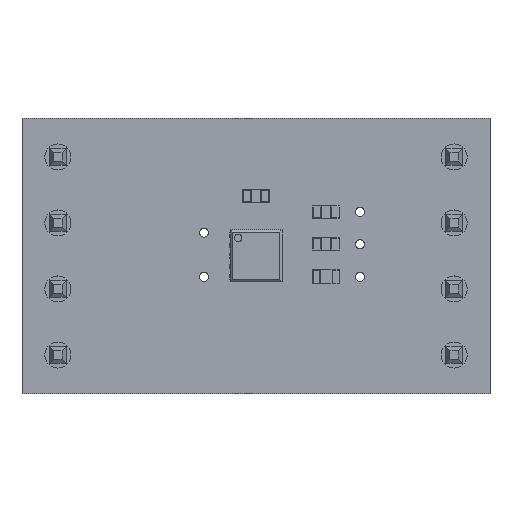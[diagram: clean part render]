
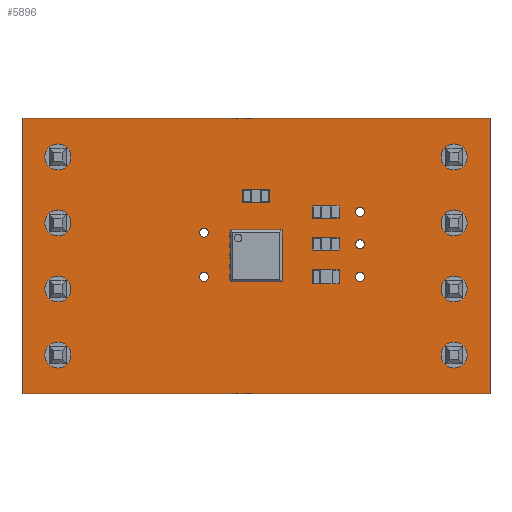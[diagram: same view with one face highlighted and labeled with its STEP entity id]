
A CAD part, top view. The second image highlights one B-rep face of the part: STEP entity #5896.
In plain terms, the highlighted planar face has unit normal (0, 0, 1).
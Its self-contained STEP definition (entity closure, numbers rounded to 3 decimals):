
#94=FACE_BOUND('',#776,.T.);
#95=FACE_BOUND('',#777,.T.);
#96=FACE_BOUND('',#778,.T.);
#97=FACE_BOUND('',#779,.T.);
#98=FACE_BOUND('',#780,.T.);
#99=FACE_BOUND('',#781,.T.);
#100=FACE_BOUND('',#782,.T.);
#101=FACE_BOUND('',#783,.T.);
#102=FACE_BOUND('',#784,.T.);
#103=FACE_BOUND('',#785,.T.);
#104=FACE_BOUND('',#786,.T.);
#105=FACE_BOUND('',#787,.T.);
#106=FACE_BOUND('',#788,.T.);
#138=PLANE('',#6350);
#411=FACE_OUTER_BOUND('',#775,.T.);
#775=EDGE_LOOP('',(#3930,#3931,#3932,#3933));
#776=EDGE_LOOP('',(#3934));
#777=EDGE_LOOP('',(#3935));
#778=EDGE_LOOP('',(#3936));
#779=EDGE_LOOP('',(#3937));
#780=EDGE_LOOP('',(#3938));
#781=EDGE_LOOP('',(#3939));
#782=EDGE_LOOP('',(#3940));
#783=EDGE_LOOP('',(#3941));
#784=EDGE_LOOP('',(#3942));
#785=EDGE_LOOP('',(#3943));
#786=EDGE_LOOP('',(#3944));
#787=EDGE_LOOP('',(#3945));
#788=EDGE_LOOP('',(#3946));
#1177=LINE('',#8616,#1829);
#1180=LINE('',#8622,#1832);
#1183=LINE('',#8628,#1835);
#1186=LINE('',#8632,#1838);
#1829=VECTOR('',#6929,10.);
#1832=VECTOR('',#6934,10.);
#1835=VECTOR('',#6939,10.);
#1838=VECTOR('',#6944,10.);
#2467=CIRCLE('',#6309,0.5);
#2469=CIRCLE('',#6312,0.5);
#2471=CIRCLE('',#6315,0.5);
#2473=CIRCLE('',#6318,0.5);
#2475=CIRCLE('',#6321,0.175);
#2477=CIRCLE('',#6324,0.175);
#2479=CIRCLE('',#6327,0.175);
#2481=CIRCLE('',#6330,0.175);
#2483=CIRCLE('',#6333,0.5);
#2485=CIRCLE('',#6336,0.175);
#2487=CIRCLE('',#6339,0.5);
#2489=CIRCLE('',#6342,0.5);
#2491=CIRCLE('',#6345,0.5);
#2611=VERTEX_POINT('',#8534);
#2613=VERTEX_POINT('',#8540);
#2615=VERTEX_POINT('',#8546);
#2617=VERTEX_POINT('',#8552);
#2619=VERTEX_POINT('',#8558);
#2621=VERTEX_POINT('',#8564);
#2623=VERTEX_POINT('',#8570);
#2625=VERTEX_POINT('',#8576);
#2627=VERTEX_POINT('',#8582);
#2629=VERTEX_POINT('',#8588);
#2631=VERTEX_POINT('',#8594);
#2633=VERTEX_POINT('',#8600);
#2635=VERTEX_POINT('',#8606);
#2638=VERTEX_POINT('',#8613);
#2639=VERTEX_POINT('',#8615);
#2641=VERTEX_POINT('',#8621);
#2643=VERTEX_POINT('',#8627);
#3068=EDGE_CURVE('',#2611,#2611,#2467,.T.);
#3071=EDGE_CURVE('',#2613,#2613,#2469,.T.);
#3074=EDGE_CURVE('',#2615,#2615,#2471,.T.);
#3077=EDGE_CURVE('',#2617,#2617,#2473,.T.);
#3080=EDGE_CURVE('',#2619,#2619,#2475,.T.);
#3083=EDGE_CURVE('',#2621,#2621,#2477,.T.);
#3086=EDGE_CURVE('',#2623,#2623,#2479,.T.);
#3089=EDGE_CURVE('',#2625,#2625,#2481,.T.);
#3092=EDGE_CURVE('',#2627,#2627,#2483,.T.);
#3095=EDGE_CURVE('',#2629,#2629,#2485,.T.);
#3098=EDGE_CURVE('',#2631,#2631,#2487,.T.);
#3101=EDGE_CURVE('',#2633,#2633,#2489,.T.);
#3104=EDGE_CURVE('',#2635,#2635,#2491,.T.);
#3107=EDGE_CURVE('',#2639,#2638,#1177,.T.);
#3110=EDGE_CURVE('',#2641,#2639,#1180,.T.);
#3113=EDGE_CURVE('',#2643,#2641,#1183,.T.);
#3116=EDGE_CURVE('',#2638,#2643,#1186,.T.);
#3930=ORIENTED_EDGE('',*,*,#3116,.T.);
#3931=ORIENTED_EDGE('',*,*,#3113,.T.);
#3932=ORIENTED_EDGE('',*,*,#3110,.T.);
#3933=ORIENTED_EDGE('',*,*,#3107,.T.);
#3934=ORIENTED_EDGE('',*,*,#3068,.T.);
#3935=ORIENTED_EDGE('',*,*,#3071,.T.);
#3936=ORIENTED_EDGE('',*,*,#3074,.T.);
#3937=ORIENTED_EDGE('',*,*,#3077,.T.);
#3938=ORIENTED_EDGE('',*,*,#3080,.T.);
#3939=ORIENTED_EDGE('',*,*,#3083,.T.);
#3940=ORIENTED_EDGE('',*,*,#3086,.T.);
#3941=ORIENTED_EDGE('',*,*,#3089,.T.);
#3942=ORIENTED_EDGE('',*,*,#3092,.T.);
#3943=ORIENTED_EDGE('',*,*,#3095,.T.);
#3944=ORIENTED_EDGE('',*,*,#3098,.T.);
#3945=ORIENTED_EDGE('',*,*,#3101,.T.);
#3946=ORIENTED_EDGE('',*,*,#3104,.T.);
#5896=ADVANCED_FACE('',(#411,#94,#95,#96,#97,#98,#99,#100,#101,#102,#103,
#104,#105,#106),#138,.T.);
#6309=AXIS2_PLACEMENT_3D('',#8536,#6839,#6840);
#6312=AXIS2_PLACEMENT_3D('',#8542,#6846,#6847);
#6315=AXIS2_PLACEMENT_3D('',#8548,#6853,#6854);
#6318=AXIS2_PLACEMENT_3D('',#8554,#6860,#6861);
#6321=AXIS2_PLACEMENT_3D('',#8560,#6867,#6868);
#6324=AXIS2_PLACEMENT_3D('',#8566,#6874,#6875);
#6327=AXIS2_PLACEMENT_3D('',#8572,#6881,#6882);
#6330=AXIS2_PLACEMENT_3D('',#8578,#6888,#6889);
#6333=AXIS2_PLACEMENT_3D('',#8584,#6895,#6896);
#6336=AXIS2_PLACEMENT_3D('',#8590,#6902,#6903);
#6339=AXIS2_PLACEMENT_3D('',#8596,#6909,#6910);
#6342=AXIS2_PLACEMENT_3D('',#8602,#6916,#6917);
#6345=AXIS2_PLACEMENT_3D('',#8608,#6923,#6924);
#6350=AXIS2_PLACEMENT_3D('',#8633,#6945,#6946);
#6839=DIRECTION('center_axis',(0.,0.,-1.));
#6840=DIRECTION('ref_axis',(-1.,0.,0.));
#6846=DIRECTION('center_axis',(0.,0.,-1.));
#6847=DIRECTION('ref_axis',(-1.,0.,0.));
#6853=DIRECTION('center_axis',(0.,0.,-1.));
#6854=DIRECTION('ref_axis',(-1.,0.,0.));
#6860=DIRECTION('center_axis',(0.,0.,-1.));
#6861=DIRECTION('ref_axis',(-1.,0.,0.));
#6867=DIRECTION('center_axis',(0.,0.,-1.));
#6868=DIRECTION('ref_axis',(1.,0.,0.));
#6874=DIRECTION('center_axis',(0.,0.,-1.));
#6875=DIRECTION('ref_axis',(1.,0.,0.));
#6881=DIRECTION('center_axis',(0.,0.,-1.));
#6882=DIRECTION('ref_axis',(1.,0.,0.));
#6888=DIRECTION('center_axis',(0.,0.,-1.));
#6889=DIRECTION('ref_axis',(1.,0.,0.));
#6895=DIRECTION('center_axis',(0.,0.,-1.));
#6896=DIRECTION('ref_axis',(-1.,0.,0.));
#6902=DIRECTION('center_axis',(0.,0.,-1.));
#6903=DIRECTION('ref_axis',(1.,0.,0.));
#6909=DIRECTION('center_axis',(0.,0.,-1.));
#6910=DIRECTION('ref_axis',(-1.,0.,0.));
#6916=DIRECTION('center_axis',(0.,0.,-1.));
#6917=DIRECTION('ref_axis',(-1.,0.,0.));
#6923=DIRECTION('center_axis',(0.,0.,-1.));
#6924=DIRECTION('ref_axis',(-1.,0.,0.));
#6929=DIRECTION('',(-1.,0.,0.));
#6934=DIRECTION('',(0.,1.,0.));
#6939=DIRECTION('',(1.,0.,0.));
#6944=DIRECTION('',(0.,-1.,0.));
#6945=DIRECTION('center_axis',(0.,0.,1.));
#6946=DIRECTION('ref_axis',(1.,0.,0.));
#8534=CARTESIAN_POINT('',(8.12,-1.27,1.671));
#8536=CARTESIAN_POINT('Origin',(7.62,-1.27,1.671));
#8540=CARTESIAN_POINT('',(8.12,3.81,1.671));
#8542=CARTESIAN_POINT('Origin',(7.62,3.81,1.671));
#8546=CARTESIAN_POINT('',(-7.12,-1.27,1.671));
#8548=CARTESIAN_POINT('Origin',(-7.62,-1.27,1.671));
#8552=CARTESIAN_POINT('',(-7.12,1.27,1.671));
#8554=CARTESIAN_POINT('Origin',(-7.62,1.27,1.671));
#8558=CARTESIAN_POINT('',(3.825,1.7,1.671));
#8560=CARTESIAN_POINT('Origin',(4.,1.7,1.671));
#8564=CARTESIAN_POINT('',(3.825,-0.8,1.671));
#8566=CARTESIAN_POINT('Origin',(4.,-0.8,1.671));
#8570=CARTESIAN_POINT('',(-2.175,-0.8,1.671));
#8572=CARTESIAN_POINT('Origin',(-2.,-0.8,1.671));
#8576=CARTESIAN_POINT('',(3.825,0.45,1.671));
#8578=CARTESIAN_POINT('Origin',(4.,0.45,1.671));
#8582=CARTESIAN_POINT('',(-7.12,3.81,1.671));
#8584=CARTESIAN_POINT('Origin',(-7.62,3.81,1.671));
#8588=CARTESIAN_POINT('',(-2.175,0.9,1.671));
#8590=CARTESIAN_POINT('Origin',(-2.,0.9,1.671));
#8594=CARTESIAN_POINT('',(-7.12,-3.81,1.671));
#8596=CARTESIAN_POINT('Origin',(-7.62,-3.81,1.671));
#8600=CARTESIAN_POINT('',(8.12,1.27,1.671));
#8602=CARTESIAN_POINT('Origin',(7.62,1.27,1.671));
#8606=CARTESIAN_POINT('',(8.12,-3.81,1.671));
#8608=CARTESIAN_POINT('Origin',(7.62,-3.81,1.671));
#8613=CARTESIAN_POINT('',(-9.,5.3,1.671));
#8615=CARTESIAN_POINT('',(9.,5.3,1.671));
#8616=CARTESIAN_POINT('',(9.,5.3,1.671));
#8621=CARTESIAN_POINT('',(9.,-5.3,1.671));
#8622=CARTESIAN_POINT('',(9.,-5.3,1.671));
#8627=CARTESIAN_POINT('',(-9.,-5.3,1.671));
#8628=CARTESIAN_POINT('',(-9.,-5.3,1.671));
#8632=CARTESIAN_POINT('',(-9.,5.3,1.671));
#8633=CARTESIAN_POINT('Origin',(0.,0.,1.671));
